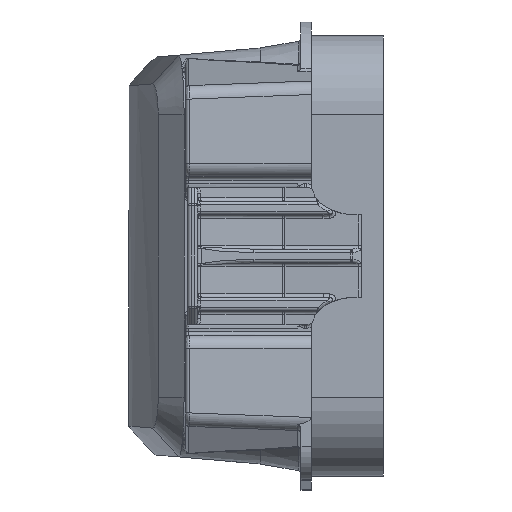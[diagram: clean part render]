
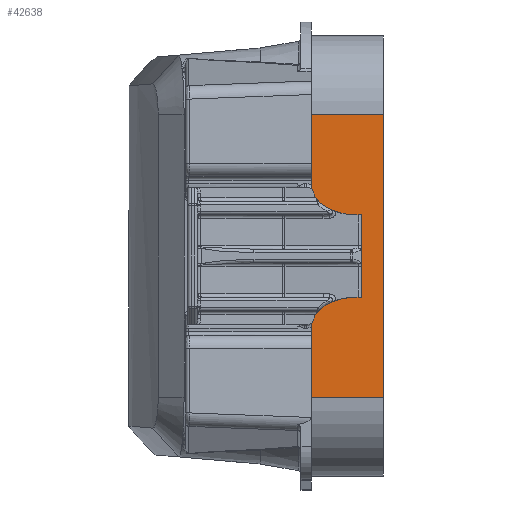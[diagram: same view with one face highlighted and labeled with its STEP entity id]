
A CAD part, left-side view. The second image highlights one B-rep face of the part: STEP entity #42638.
In plain terms, the highlighted planar face has unit normal (-1, 0, 0).
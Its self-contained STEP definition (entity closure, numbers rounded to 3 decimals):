
#35=DIRECTION('',(0.,0.,-1.));
#36=VECTOR('',#35,41.1);
#37=CARTESIAN_POINT('',(-56.,6.8,20.55));
#38=LINE('',#37,#36);
#10549=DIRECTION('',(0.,1.,0.));
#10550=VECTOR('',#10549,10.5);
#10551=CARTESIAN_POINT('',(-56.,-3.7,-20.55));
#10552=LINE('',#10551,#10550);
#10562=DIRECTION('',(0.,1.,0.));
#10563=VECTOR('',#10562,10.5);
#10564=CARTESIAN_POINT('',(-56.,-3.7,20.55));
#10565=LINE('',#10564,#10563);
#10566=DIRECTION('',(0.,0.,-1.));
#10567=VECTOR('',#10566,41.1);
#10568=CARTESIAN_POINT('',(-56.,-3.7,20.55));
#10569=LINE('',#10568,#10567);
#20471=CARTESIAN_POINT('',(-56.,-3.7,20.55));
#20472=CARTESIAN_POINT('',(-56.,6.8,20.55));
#20473=VERTEX_POINT('',#20471);
#20474=VERTEX_POINT('',#20472);
#20483=CARTESIAN_POINT('',(-56.,-3.7,-20.55));
#20484=CARTESIAN_POINT('',(-56.,6.8,-20.55));
#20485=VERTEX_POINT('',#20483);
#20486=VERTEX_POINT('',#20484);
#42626=CARTESIAN_POINT('',(-56.,-3.7,20.55));
#42627=DIRECTION('',(-1.,0.,0.));
#42628=DIRECTION('',(0.,1.,0.));
#42629=AXIS2_PLACEMENT_3D('',#42626,#42627,#42628);
#42630=PLANE('',#42629);
#42632=ORIENTED_EDGE('',*,*,#42631,.F.);
#42633=ORIENTED_EDGE('',*,*,#42580,.T.);
#42634=ORIENTED_EDGE('',*,*,#42618,.T.);
#42635=ORIENTED_EDGE('',*,*,#24405,.F.);
#42636=EDGE_LOOP('',(#42632,#42633,#42634,#42635));
#42637=FACE_OUTER_BOUND('',#42636,.F.);
#42638=ADVANCED_FACE('',(#42637),#42630,.T.);
#24405=EDGE_CURVE('',#20474,#20486,#38,.T.);
#42580=EDGE_CURVE('',#20473,#20485,#10569,.T.);
#42618=EDGE_CURVE('',#20485,#20486,#10552,.T.);
#42631=EDGE_CURVE('',#20473,#20474,#10565,.T.);
